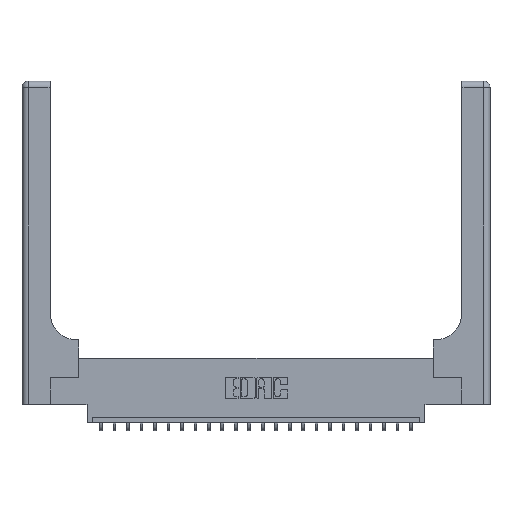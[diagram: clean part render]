
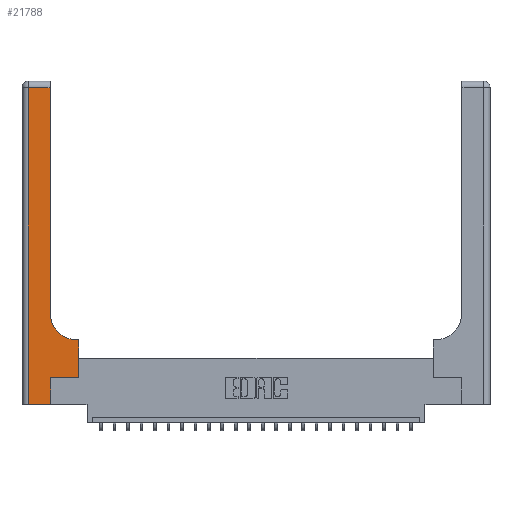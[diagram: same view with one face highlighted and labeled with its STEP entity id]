
A CAD part, top view. The second image highlights one B-rep face of the part: STEP entity #21788.
In plain terms, the highlighted planar face has unit normal (0, 0, 1).
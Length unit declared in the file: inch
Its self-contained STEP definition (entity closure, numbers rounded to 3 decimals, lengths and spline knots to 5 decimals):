
#334 = VERTEX_POINT ( 'NONE', #11479 ) ;
#965 = CARTESIAN_POINT ( 'NONE',  ( 0., 0., 0.37 ) ) ;
#1211 = EDGE_CURVE ( 'NONE', #17075, #2533, #16526, .T. ) ;
#1500 = CARTESIAN_POINT ( 'NONE',  ( 0.26, 3., 0.37 ) ) ;
#2533 = VERTEX_POINT ( 'NONE', #19853 ) ;
#2564 = LINE ( 'NONE', #13331, #14257 ) ;
#3202 = EDGE_CURVE ( 'NONE', #5642, #19145, #3719, .T. ) ;
#3217 = CARTESIAN_POINT ( 'NONE',  ( 0., 3., 0.37 ) ) ;
#3491 = EDGE_CURVE ( 'NONE', #4753, #17075, #17281, .T. ) ;
#3719 = CIRCLE ( 'NONE', #17142, 0.25 ) ;
#4311 = EDGE_CURVE ( 'NONE', #334, #11809, #11170, .T. ) ;
#4348 = VECTOR ( 'NONE', #15906, 39.37008 ) ;
#4717 = ORIENTED_EDGE ( 'NONE', *, *, #1211, .T. ) ;
#4753 = VERTEX_POINT ( 'NONE', #18153 ) ;
#4787 = LINE ( 'NONE', #10397, #15534 ) ;
#4898 = LINE ( 'NONE', #1500, #6562 ) ;
#4937 = CARTESIAN_POINT ( 'NONE',  ( 0.51, 0.85, 0.37 ) ) ;
#5316 = EDGE_CURVE ( 'NONE', #19325, #4753, #2564, .T. ) ;
#5572 = VECTOR ( 'NONE', #8162, 39.37008 ) ;
#5577 = DIRECTION ( 'NONE',  ( 0., 1., 0. ) ) ;
#5642 = VERTEX_POINT ( 'NONE', #12361 ) ;
#5672 = ORIENTED_EDGE ( 'NONE', *, *, #19340, .T. ) ;
#5688 = LINE ( 'NONE', #6901, #7763 ) ;
#6379 = FACE_OUTER_BOUND ( 'NONE', #18786, .T. ) ;
#6562 = VECTOR ( 'NONE', #22707, 39.37008 ) ;
#6872 = EDGE_CURVE ( 'NONE', #19145, #19325, #4898, .T. ) ;
#6897 = EDGE_CURVE ( 'NONE', #14222, #5642, #4787, .T. ) ;
#6901 = CARTESIAN_POINT ( 'NONE',  ( 0.528, 0.25, 0.37 ) ) ;
#7142 = ORIENTED_EDGE ( 'NONE', *, *, #6897, .T. ) ;
#7522 = DIRECTION ( 'NONE',  ( 1., 0., 0. ) ) ;
#7763 = VECTOR ( 'NONE', #5577, 39.37008 ) ;
#8051 = DIRECTION ( 'NONE',  ( -1., 0., 0. ) ) ;
#8162 = DIRECTION ( 'NONE',  ( 0., -1., 0. ) ) ;
#8756 = VECTOR ( 'NONE', #11161, 39.37008 ) ;
#9314 = ORIENTED_EDGE ( 'NONE', *, *, #3491, .T. ) ;
#10397 = CARTESIAN_POINT ( 'NONE',  ( 0.26, 0.6, 0.37 ) ) ;
#11161 = DIRECTION ( 'NONE',  ( 1., 0., 0. ) ) ;
#11170 = LINE ( 'NONE', #16419, #19471 ) ;
#11284 = CARTESIAN_POINT ( 'NONE',  ( 0.26, 0.85, 0.37 ) ) ;
#11479 = CARTESIAN_POINT ( 'NONE',  ( 0.265, 0.25, 0.37 ) ) ;
#11809 = VERTEX_POINT ( 'NONE', #15011 ) ;
#12008 = PLANE ( 'NONE',  #20868 ) ;
#12361 = CARTESIAN_POINT ( 'NONE',  ( 0.51, 0.6, 0.37 ) ) ;
#12409 = LINE ( 'NONE', #12646, #4348 ) ;
#12646 = CARTESIAN_POINT ( 'NONE',  ( 0.265, 0., 0.37 ) ) ;
#12652 = ORIENTED_EDGE ( 'NONE', *, *, #6872, .T. ) ;
#12868 = ORIENTED_EDGE ( 'NONE', *, *, #21494, .T. ) ;
#13331 = CARTESIAN_POINT ( 'NONE',  ( 0., 2.94, 0.37 ) ) ;
#13524 = DIRECTION ( 'NONE',  ( -1., 0., 0. ) ) ;
#13779 = CARTESIAN_POINT ( 'NONE',  ( 0.06, 3., 0.37 ) ) ;
#14222 = VERTEX_POINT ( 'NONE', #14319 ) ;
#14257 = VECTOR ( 'NONE', #8051, 39.37008 ) ;
#14319 = CARTESIAN_POINT ( 'NONE',  ( 0.528, 0.6, 0.37 ) ) ;
#14454 = ORIENTED_EDGE ( 'NONE', *, *, #4311, .T. ) ;
#15011 = CARTESIAN_POINT ( 'NONE',  ( 0.528, 0.25, 0.37 ) ) ;
#15534 = VECTOR ( 'NONE', #18820, 39.37008 ) ;
#15582 = DIRECTION ( 'NONE',  ( 1., 0., 0. ) ) ;
#15843 = DIRECTION ( 'NONE',  ( 0., 0., -1. ) ) ;
#15906 = DIRECTION ( 'NONE',  ( 0., 1., 0. ) ) ;
#16419 = CARTESIAN_POINT ( 'NONE',  ( 0.265, 0.25, 0.37 ) ) ;
#16475 = ORIENTED_EDGE ( 'NONE', *, *, #5316, .T. ) ;
#16526 = LINE ( 'NONE', #965, #8756 ) ;
#17075 = VERTEX_POINT ( 'NONE', #22222 ) ;
#17142 = AXIS2_PLACEMENT_3D ( 'NONE', #4937, #19107, #15582 ) ;
#17281 = LINE ( 'NONE', #13779, #5572 ) ;
#17621 = ORIENTED_EDGE ( 'NONE', *, *, #3202, .T. ) ;
#18153 = CARTESIAN_POINT ( 'NONE',  ( 0.06, 2.94, 0.37 ) ) ;
#18521 = CARTESIAN_POINT ( 'NONE',  ( 0.26, 2.94, 0.37 ) ) ;
#18786 = EDGE_LOOP ( 'NONE', ( #12652, #16475, #9314, #4717, #5672, #14454, #12868, #7142, #17621 ) ) ;
#18820 = DIRECTION ( 'NONE',  ( -1., 0., 0. ) ) ;
#19107 = DIRECTION ( 'NONE',  ( 0., 0., -1. ) ) ;
#19145 = VERTEX_POINT ( 'NONE', #11284 ) ;
#19325 = VERTEX_POINT ( 'NONE', #18521 ) ;
#19340 = EDGE_CURVE ( 'NONE', #2533, #334, #12409, .T. ) ;
#19471 = VECTOR ( 'NONE', #7522, 39.37008 ) ;
#19853 = CARTESIAN_POINT ( 'NONE',  ( 0.265, 0., 0.37 ) ) ;
#20868 = AXIS2_PLACEMENT_3D ( 'NONE', #3217, #15843, #13524 ) ;
#21494 = EDGE_CURVE ( 'NONE', #11809, #14222, #5688, .T. ) ;
#21788 = ADVANCED_FACE ( 'NONE', ( #6379 ), #12008, .F. ) ;
#22222 = CARTESIAN_POINT ( 'NONE',  ( 0.06, 0., 0.37 ) ) ;
#22707 = DIRECTION ( 'NONE',  ( 0., 1., 0. ) ) ;
